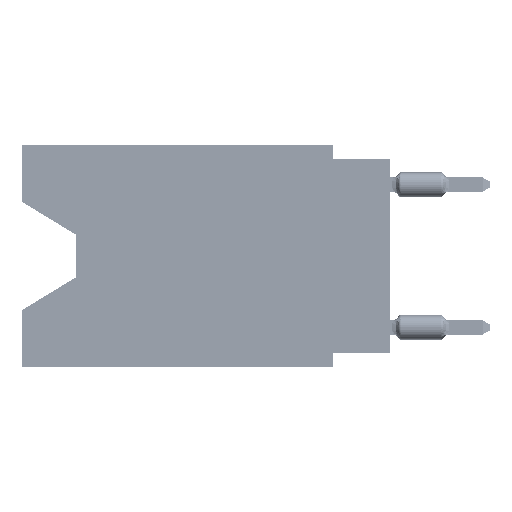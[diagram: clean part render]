
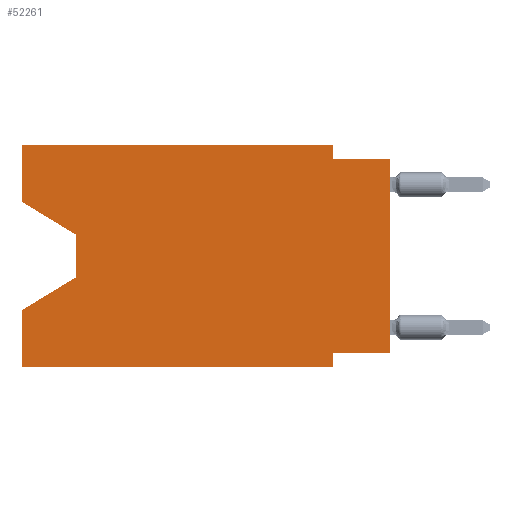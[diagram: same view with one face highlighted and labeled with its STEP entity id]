
A CAD part, left-side view. The second image highlights one B-rep face of the part: STEP entity #52261.
In plain terms, the highlighted planar face has unit normal (-1, 0, 0).
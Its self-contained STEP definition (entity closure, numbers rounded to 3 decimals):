
#395 = VERTEX_POINT ( 'NONE', #56095 ) ;
#1082 = CARTESIAN_POINT ( 'NONE',  ( 0., 16.383, -9.906 ) ) ;
#1366 = EDGE_CURVE ( 'NONE', #63060, #70977, #36869, .T. ) ;
#1521 = DIRECTION ( 'NONE',  ( 0., -1., 0. ) ) ;
#1736 = ORIENTED_EDGE ( 'NONE', *, *, #88344, .F. ) ;
#2945 = LINE ( 'NONE', #30281, #87185 ) ;
#3788 = ORIENTED_EDGE ( 'NONE', *, *, #30186, .F. ) ;
#3945 = CARTESIAN_POINT ( 'NONE',  ( 0., 13.97, -5.893 ) ) ;
#7596 = CARTESIAN_POINT ( 'NONE',  ( 0., 0., -0.635 ) ) ;
#8003 = VECTOR ( 'NONE', #36613, 1000. ) ;
#8251 = CARTESIAN_POINT ( 'NONE',  ( 0., 0., 0. ) ) ;
#8812 = LINE ( 'NONE', #63567, #8003 ) ;
#9042 = EDGE_CURVE ( 'NONE', #71061, #15621, #20829, .T. ) ;
#9471 = DIRECTION ( 'NONE',  ( 0., 0., -1. ) ) ;
#9790 = VERTEX_POINT ( 'NONE', #73134 ) ;
#9961 = CARTESIAN_POINT ( 'NONE',  ( 0., 13.97, -5.893 ) ) ;
#10099 = CARTESIAN_POINT ( 'NONE',  ( 0., 16.383, -2.546 ) ) ;
#11097 = CARTESIAN_POINT ( 'NONE',  ( 0., 16.383, 0. ) ) ;
#11505 = ORIENTED_EDGE ( 'NONE', *, *, #17317, .T. ) ;
#14551 = DIRECTION ( 'NONE',  ( 0., 0., 1. ) ) ;
#14787 = CARTESIAN_POINT ( 'NONE',  ( 0., 16.383, -2.546 ) ) ;
#15131 = LINE ( 'NONE', #54183, #49603 ) ;
#15621 = VERTEX_POINT ( 'NONE', #42425 ) ;
#16659 = LINE ( 'NONE', #30114, #58726 ) ;
#16695 = DIRECTION ( 'NONE',  ( 0., 0.855, -0.519 ) ) ;
#17317 = EDGE_CURVE ( 'NONE', #395, #76037, #76010, .T. ) ;
#18561 = EDGE_CURVE ( 'NONE', #78907, #63060, #84845, .T. ) ;
#18805 = AXIS2_PLACEMENT_3D ( 'NONE', #46324, #39570, #87147 ) ;
#18956 = VECTOR ( 'NONE', #83645, 1000. ) ;
#20829 = LINE ( 'NONE', #1082, #51826 ) ;
#23739 = EDGE_CURVE ( 'NONE', #395, #35838, #2945, .T. ) ;
#24167 = EDGE_CURVE ( 'NONE', #74171, #9790, #78637, .T. ) ;
#24620 = EDGE_CURVE ( 'NONE', #71061, #70977, #39787, .T. ) ;
#24797 = CARTESIAN_POINT ( 'NONE',  ( 0., 16.383, 0. ) ) ;
#25018 = DIRECTION ( 'NONE',  ( 0., 0., 1. ) ) ;
#27220 = ORIENTED_EDGE ( 'NONE', *, *, #9042, .T. ) ;
#27674 = EDGE_CURVE ( 'NONE', #35838, #15621, #16659, .T. ) ;
#27890 = CARTESIAN_POINT ( 'NONE',  ( 0., 2.54, -9.271 ) ) ;
#28437 = VECTOR ( 'NONE', #79532, 1000. ) ;
#28572 = DIRECTION ( 'NONE',  ( 0., 0., 1. ) ) ;
#30114 = CARTESIAN_POINT ( 'NONE',  ( 0., 2.54, -9.906 ) ) ;
#30186 = EDGE_CURVE ( 'NONE', #9790, #70266, #42350, .T. ) ;
#30281 = CARTESIAN_POINT ( 'NONE',  ( 0., 0., -9.271 ) ) ;
#30838 = ORIENTED_EDGE ( 'NONE', *, *, #27674, .F. ) ;
#34262 = VECTOR ( 'NONE', #25018, 1000. ) ;
#34505 = DIRECTION ( 'NONE',  ( 0., -0.855, -0.519 ) ) ;
#35080 = CARTESIAN_POINT ( 'NONE',  ( 0., 13.97, -4.013 ) ) ;
#35838 = VERTEX_POINT ( 'NONE', #27890 ) ;
#36613 = DIRECTION ( 'NONE',  ( 0., -1., 0. ) ) ;
#36869 = LINE ( 'NONE', #9961, #70448 ) ;
#37799 = CARTESIAN_POINT ( 'NONE',  ( 0., 2.54, -0.635 ) ) ;
#39055 = VECTOR ( 'NONE', #14551, 1000. ) ;
#39570 = DIRECTION ( 'NONE',  ( 1., 0., 0. ) ) ;
#39787 = LINE ( 'NONE', #11097, #34262 ) ;
#42350 = LINE ( 'NONE', #56280, #18956 ) ;
#42425 = CARTESIAN_POINT ( 'NONE',  ( 0., 2.54, -9.906 ) ) ;
#42453 = ORIENTED_EDGE ( 'NONE', *, *, #24620, .F. ) ;
#43730 = EDGE_LOOP ( 'NONE', ( #65351, #77651, #51265, #42453, #27220, #30838, #68988, #11505, #53495, #3788, #84753, #1736 ) ) ;
#45506 = CARTESIAN_POINT ( 'NONE',  ( 0., 16.383, -7.36 ) ) ;
#46324 = CARTESIAN_POINT ( 'NONE',  ( 0., 16.383, 0. ) ) ;
#49603 = VECTOR ( 'NONE', #28572, 1000. ) ;
#51265 = ORIENTED_EDGE ( 'NONE', *, *, #1366, .T. ) ;
#51374 = CARTESIAN_POINT ( 'NONE',  ( 0., 16.383, -9.906 ) ) ;
#51826 = VECTOR ( 'NONE', #1521, 1000. ) ;
#52261 = ADVANCED_FACE ( 'NONE', ( #59784 ), #67408, .F. ) ;
#53495 = ORIENTED_EDGE ( 'NONE', *, *, #64528, .F. ) ;
#54183 = CARTESIAN_POINT ( 'NONE',  ( 0., 16.383, 0. ) ) ;
#54783 = CARTESIAN_POINT ( 'NONE',  ( 0., 16.383, 0. ) ) ;
#54955 = VECTOR ( 'NONE', #9471, 1000. ) ;
#55010 = VERTEX_POINT ( 'NONE', #10099 ) ;
#56095 = CARTESIAN_POINT ( 'NONE',  ( 0., 0., -9.271 ) ) ;
#56280 = CARTESIAN_POINT ( 'NONE',  ( 0., 2.54, 0. ) ) ;
#58726 = VECTOR ( 'NONE', #70964, 1000. ) ;
#59521 = CARTESIAN_POINT ( 'NONE',  ( 0., 13.97, -4.013 ) ) ;
#59784 = FACE_OUTER_BOUND ( 'NONE', #43730, .T. ) ;
#63060 = VERTEX_POINT ( 'NONE', #3945 ) ;
#63541 = DIRECTION ( 'NONE',  ( 0., 1., 0. ) ) ;
#63567 = CARTESIAN_POINT ( 'NONE',  ( 0., 0., -0.635 ) ) ;
#63994 = EDGE_CURVE ( 'NONE', #55010, #78907, #68609, .T. ) ;
#64528 = EDGE_CURVE ( 'NONE', #70266, #76037, #8812, .T. ) ;
#65351 = ORIENTED_EDGE ( 'NONE', *, *, #63994, .T. ) ;
#66669 = VECTOR ( 'NONE', #34505, 1000. ) ;
#67408 = PLANE ( 'NONE',  #18805 ) ;
#68609 = LINE ( 'NONE', #14787, #66669 ) ;
#68988 = ORIENTED_EDGE ( 'NONE', *, *, #23739, .F. ) ;
#70266 = VERTEX_POINT ( 'NONE', #37799 ) ;
#70448 = VECTOR ( 'NONE', #16695, 1000. ) ;
#70964 = DIRECTION ( 'NONE',  ( 0., 0., -1. ) ) ;
#70977 = VERTEX_POINT ( 'NONE', #45506 ) ;
#71061 = VERTEX_POINT ( 'NONE', #51374 ) ;
#73134 = CARTESIAN_POINT ( 'NONE',  ( 0., 2.54, 0. ) ) ;
#74171 = VERTEX_POINT ( 'NONE', #54783 ) ;
#76010 = LINE ( 'NONE', #8251, #39055 ) ;
#76037 = VERTEX_POINT ( 'NONE', #7596 ) ;
#77651 = ORIENTED_EDGE ( 'NONE', *, *, #18561, .T. ) ;
#78637 = LINE ( 'NONE', #24797, #28437 ) ;
#78907 = VERTEX_POINT ( 'NONE', #59521 ) ;
#79532 = DIRECTION ( 'NONE',  ( 0., -1., 0. ) ) ;
#83645 = DIRECTION ( 'NONE',  ( 0., 0., -1. ) ) ;
#84753 = ORIENTED_EDGE ( 'NONE', *, *, #24167, .F. ) ;
#84845 = LINE ( 'NONE', #35080, #54955 ) ;
#87147 = DIRECTION ( 'NONE',  ( 0., 0., -1. ) ) ;
#87185 = VECTOR ( 'NONE', #63541, 1000. ) ;
#88344 = EDGE_CURVE ( 'NONE', #55010, #74171, #15131, .T. ) ;
